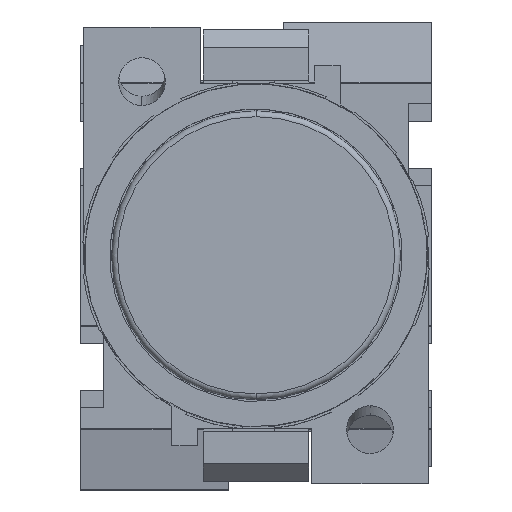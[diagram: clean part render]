
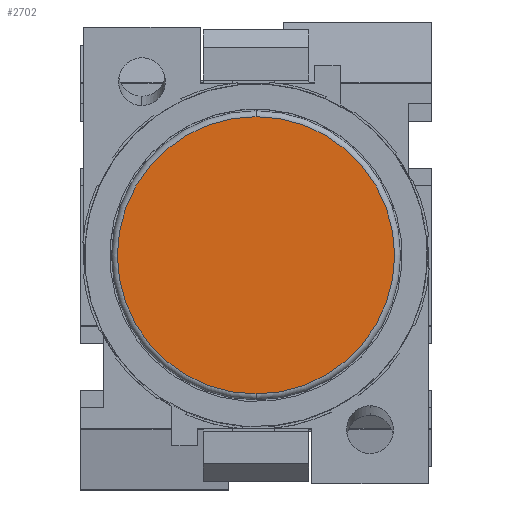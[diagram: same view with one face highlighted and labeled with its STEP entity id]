
A CAD part, top view. The second image highlights one B-rep face of the part: STEP entity #2702.
In plain terms, the highlighted planar face has unit normal (0, 0, 1).
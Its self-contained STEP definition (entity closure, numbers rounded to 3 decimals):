
#390 = EDGE_LOOP ( 'NONE', ( #8892, #4237 ) ) ;
#886 = AXIS2_PLACEMENT_3D ( 'NONE', #3765, #4693, #2890 ) ;
#1880 = CARTESIAN_POINT ( 'NONE',  ( -22.522, 193.359, 22.774 ) ) ;
#2214 = PLANE ( 'NONE',  #9268 ) ;
#2413 = DIRECTION ( 'NONE',  ( 0., -1., 0. ) ) ;
#2702 = ADVANCED_FACE ( 'NONE', ( #3747 ), #2214, .T. ) ;
#2890 = DIRECTION ( 'NONE',  ( 0., -1., 0. ) ) ;
#3747 = FACE_OUTER_BOUND ( 'NONE', #390, .T. ) ;
#3765 = CARTESIAN_POINT ( 'NONE',  ( -22.522, 205.209, 22.774 ) ) ;
#4237 = ORIENTED_EDGE ( 'NONE', *, *, #9834, .T. ) ;
#4693 = DIRECTION ( 'NONE',  ( 0., 0., 1. ) ) ;
#4748 = VERTEX_POINT ( 'NONE', #1880 ) ;
#5186 = CIRCLE ( 'NONE', #7017, 11.85 ) ;
#6103 = CARTESIAN_POINT ( 'NONE',  ( -22.522, 205.209, 22.774 ) ) ;
#6435 = CARTESIAN_POINT ( 'NONE',  ( -22.522, 217.059, 22.774 ) ) ;
#6778 = DIRECTION ( 'NONE',  ( 0., -1., 0. ) ) ;
#7017 = AXIS2_PLACEMENT_3D ( 'NONE', #6103, #10603, #2413 ) ;
#7370 = VERTEX_POINT ( 'NONE', #6435 ) ;
#8892 = ORIENTED_EDGE ( 'NONE', *, *, #11204, .T. ) ;
#8997 = CIRCLE ( 'NONE', #886, 11.85 ) ;
#9268 = AXIS2_PLACEMENT_3D ( 'NONE', #11244, #9400, #6778 ) ;
#9400 = DIRECTION ( 'NONE',  ( 0., 0., 1. ) ) ;
#9834 = EDGE_CURVE ( 'NONE', #7370, #4748, #5186, .T. ) ;
#10603 = DIRECTION ( 'NONE',  ( 0., 0., 1. ) ) ;
#11204 = EDGE_CURVE ( 'NONE', #4748, #7370, #8997, .T. ) ;
#11244 = CARTESIAN_POINT ( 'NONE',  ( -22.522, 205.209, 22.774 ) ) ;
